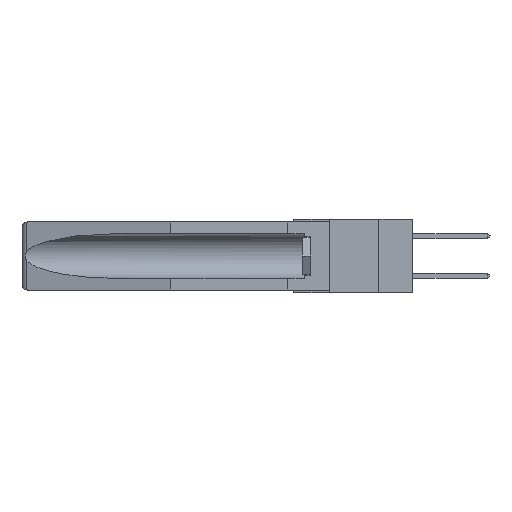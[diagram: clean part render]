
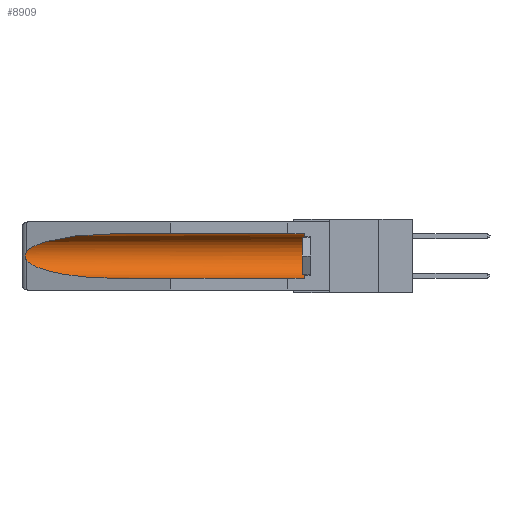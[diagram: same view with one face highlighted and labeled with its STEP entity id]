
A CAD part, left-side view. The second image highlights one B-rep face of the part: STEP entity #8909.
In plain terms, the highlighted cylindrical face has radius 2.857 mm (diameter 5.715 mm), a partial arc.
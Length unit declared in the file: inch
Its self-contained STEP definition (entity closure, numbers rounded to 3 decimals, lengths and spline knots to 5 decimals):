
#1899 = CARTESIAN_POINT ( 'NONE',  ( 0.2675, 1.53308, -0.17534 ) ) ;
#3014 = VERTEX_POINT ( 'NONE', #6294 ) ;
#3077 = CARTESIAN_POINT ( 'NONE',  ( 0.21114, 1.30732, -0.059 ) ) ;
#3241 = EDGE_CURVE ( 'NONE', #6175, #21686, #13266, .T. ) ;
#3242 = ORIENTED_EDGE ( 'NONE', *, *, #22074, .F. ) ;
#4664 = CARTESIAN_POINT ( 'NONE',  ( 0.2675, 1.53308, -0.16763 ) ) ;
#4884 = CARTESIAN_POINT ( 'NONE',  ( 0.26537, 1.52718, -0.19328 ) ) ;
#5241 = CARTESIAN_POINT ( 'NONE',  ( 0.26537, 1.52718, -0.19328 ) ) ;
#5361 = CARTESIAN_POINT ( 'NONE',  ( 0.155, 1.07973, -0.059 ) ) ;
#6149 = CARTESIAN_POINT ( 'NONE',  ( 0.25451, 1.48313, -0.09465 ) ) ;
#6175 = VERTEX_POINT ( 'NONE', #5241 ) ;
#6294 = CARTESIAN_POINT ( 'NONE',  ( 0.155, 0.126, -0.284 ) ) ;
#6869 = DIRECTION ( 'NONE',  ( 0., 1., 0. ) ) ;
#7592 = CARTESIAN_POINT ( 'NONE',  ( 0.155, 1.07973, -0.284 ) ) ;
#7613 = CARTESIAN_POINT ( 'NONE',  ( 0.26655, 1.53094, -0.18657 ) ) ;
#8072 = FACE_OUTER_BOUND ( 'NONE', #9811, .T. ) ;
#8757 = CARTESIAN_POINT ( 'NONE',  ( 0.26537, 1.52718, -0.14972 ) ) ;
#8909 = ADVANCED_FACE ( 'NONE', ( #8072 ), #16631, .F. ) ;
#9430 = ORIENTED_EDGE ( 'NONE', *, *, #15106, .T. ) ;
#9761 = VECTOR ( 'NONE', #6869, 39.37008 ) ;
#9811 = EDGE_LOOP ( 'NONE', ( #11441, #11208, #28257, #3242, #9430, #11867 ) ) ;
#11208 = ORIENTED_EDGE ( 'NONE', *, *, #31038, .T. ) ;
#11441 = ORIENTED_EDGE ( 'NONE', *, *, #16285, .T. ) ;
#11867 = ORIENTED_EDGE ( 'NONE', *, *, #30666, .T. ) ;
#12849 = AXIS2_PLACEMENT_3D ( 'NONE', #20904, #32082, #27027 ) ;
#12969 = VERTEX_POINT ( 'NONE', #19065 ) ;
#13013 = B_SPLINE_CURVE_WITH_KNOTS ( 'NONE', 3,
 ( #31041, #15011, #20156, #15352, #4664, #1899, #25576, #7613, #20613, #4884 ),
 .UNSPECIFIED., .F., .F.,
 ( 4, 2, 2, 2, 4 ),
 ( 0., 0.00029, 0.00058, 0.00087, 0.00117 ),
 .UNSPECIFIED. ) ;
#13266 =( BOUNDED_CURVE ( )  B_SPLINE_CURVE ( 3, ( #33872, #20813, #15099, #7592 ),
 .UNSPECIFIED., .F., .F. ) 
 B_SPLINE_CURVE_WITH_KNOTS ( ( 4, 4 ),
 ( 0.1948, 1.5708 ),
 .UNSPECIFIED. ) 
 CURVE ( )  GEOMETRIC_REPRESENTATION_ITEM ( )  RATIONAL_B_SPLINE_CURVE ( ( 1., 0.848, 0.848, 1. ) ) 
 REPRESENTATION_ITEM ( '' )  );
#15011 = CARTESIAN_POINT ( 'NONE',  ( 0.26597, 1.52961, -0.15275 ) ) ;
#15099 = CARTESIAN_POINT ( 'NONE',  ( 0.21114, 1.30732, -0.284 ) ) ;
#15106 = EDGE_CURVE ( 'NONE', #3014, #12969, #17841, .T. ) ;
#15352 = CARTESIAN_POINT ( 'NONE',  ( 0.2673, 1.5327, -0.16383 ) ) ;
#16285 = EDGE_CURVE ( 'NONE', #33154, #24491, #32770, .T. ) ;
#16631 = CYLINDRICAL_SURFACE ( 'NONE', #30933, 0.1125 ) ;
#17100 = VECTOR ( 'NONE', #24908, 39.37008 ) ;
#17841 = CIRCLE ( 'NONE', #12849, 0.1125 ) ;
#18528 = DIRECTION ( 'NONE',  ( 0., 1., 0. ) ) ;
#19065 = CARTESIAN_POINT ( 'NONE',  ( 0.155, 0.126, -0.059 ) ) ;
#20156 = CARTESIAN_POINT ( 'NONE',  ( 0.26654, 1.53092, -0.15636 ) ) ;
#20353 = LINE ( 'NONE', #24798, #17100 ) ;
#20613 = CARTESIAN_POINT ( 'NONE',  ( 0.26597, 1.5296, -0.19026 ) ) ;
#20625 = CARTESIAN_POINT ( 'NONE',  ( 0.155, 1.07973, -0.284 ) ) ;
#20813 = CARTESIAN_POINT ( 'NONE',  ( 0.25451, 1.48313, -0.24835 ) ) ;
#20816 = DIRECTION ( 'NONE',  ( 0., 0., 1. ) ) ;
#20904 = CARTESIAN_POINT ( 'NONE',  ( 0.155, 0.126, -0.1715 ) ) ;
#21665 = CARTESIAN_POINT ( 'NONE',  ( 0.155, 1.07973, -0.059 ) ) ;
#21686 = VERTEX_POINT ( 'NONE', #20625 ) ;
#22074 = EDGE_CURVE ( 'NONE', #3014, #21686, #20353, .T. ) ;
#24491 = VERTEX_POINT ( 'NONE', #31406 ) ;
#24798 = CARTESIAN_POINT ( 'NONE',  ( 0.155, -0.30754, -0.284 ) ) ;
#24908 = DIRECTION ( 'NONE',  ( 0., 1., 0. ) ) ;
#25576 = CARTESIAN_POINT ( 'NONE',  ( 0.2673, 1.53269, -0.17917 ) ) ;
#26121 = CARTESIAN_POINT ( 'NONE',  ( 0.155, -0.30754, -0.1715 ) ) ;
#27027 = DIRECTION ( 'NONE',  ( 0., 0., 1. ) ) ;
#27839 = LINE ( 'NONE', #30734, #9761 ) ;
#28257 = ORIENTED_EDGE ( 'NONE', *, *, #3241, .T. ) ;
#30666 = EDGE_CURVE ( 'NONE', #12969, #33154, #27839, .T. ) ;
#30734 = CARTESIAN_POINT ( 'NONE',  ( 0.155, -0.30754, -0.059 ) ) ;
#30933 = AXIS2_PLACEMENT_3D ( 'NONE', #26121, #18528, #20816 ) ;
#31038 = EDGE_CURVE ( 'NONE', #24491, #6175, #13013, .T. ) ;
#31041 = CARTESIAN_POINT ( 'NONE',  ( 0.26537, 1.52718, -0.14972 ) ) ;
#31406 = CARTESIAN_POINT ( 'NONE',  ( 0.26537, 1.52718, -0.14972 ) ) ;
#32082 = DIRECTION ( 'NONE',  ( 0., -1., 0. ) ) ;
#32770 =( BOUNDED_CURVE ( )  B_SPLINE_CURVE ( 3, ( #21665, #3077, #6149, #8757 ),
 .UNSPECIFIED., .F., .F. ) 
 B_SPLINE_CURVE_WITH_KNOTS ( ( 4, 4 ),
 ( 4.71239, 6.08839 ),
 .UNSPECIFIED. ) 
 CURVE ( )  GEOMETRIC_REPRESENTATION_ITEM ( )  RATIONAL_B_SPLINE_CURVE ( ( 1., 0.848, 0.848, 1. ) ) 
 REPRESENTATION_ITEM ( '' )  );
#33154 = VERTEX_POINT ( 'NONE', #5361 ) ;
#33872 = CARTESIAN_POINT ( 'NONE',  ( 0.26537, 1.52718, -0.19328 ) ) ;
